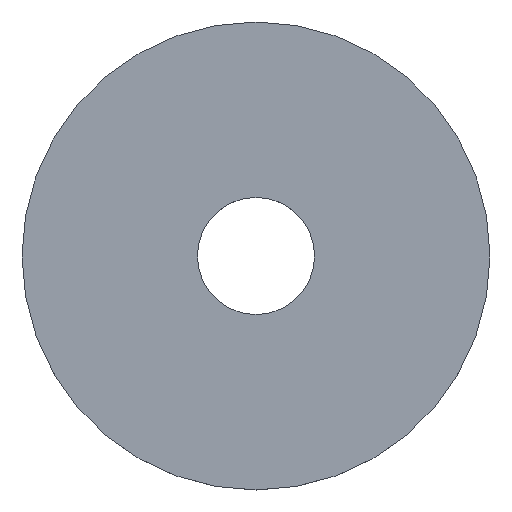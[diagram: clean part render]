
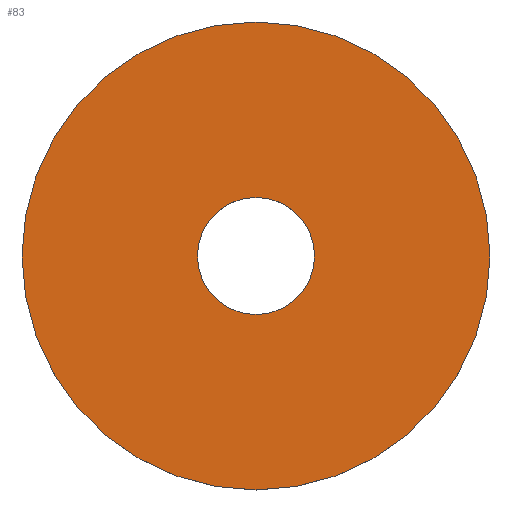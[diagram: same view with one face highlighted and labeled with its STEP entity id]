
A CAD part, top view. The second image highlights one B-rep face of the part: STEP entity #83.
In plain terms, the highlighted planar face has unit normal (0, 0, 1).
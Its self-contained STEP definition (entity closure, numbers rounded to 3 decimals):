
#3 = CIRCLE ( 'NONE', #101, 20. ) ;
#14 = DIRECTION ( 'NONE',  ( 0., -1., 0. ) ) ;
#15 = FACE_OUTER_BOUND ( 'NONE', #155, .T. ) ;
#18 = EDGE_CURVE ( 'NONE', #52, #52, #49, .T. ) ;
#27 = CARTESIAN_POINT ( 'NONE',  ( 0., 5., 1.7 ) ) ;
#31 = CARTESIAN_POINT ( 'NONE',  ( 0., 0., 1.7 ) ) ;
#33 = CARTESIAN_POINT ( 'NONE',  ( 0., 20., 1.7 ) ) ;
#34 = DIRECTION ( 'NONE',  ( 0., 1., 0. ) ) ;
#49 = CIRCLE ( 'NONE', #109, 5. ) ;
#52 = VERTEX_POINT ( 'NONE', #87 ) ;
#61 = EDGE_LOOP ( 'NONE', ( #168 ) ) ;
#66 = AXIS2_PLACEMENT_3D ( 'NONE', #27, #85, #14 ) ;
#73 = DIRECTION ( 'NONE',  ( 0., 0., -1. ) ) ;
#83 = ADVANCED_FACE ( 'NONE', ( #94, #15 ), #140, .T. ) ;
#85 = DIRECTION ( 'NONE',  ( 0., 0., 1. ) ) ;
#87 = CARTESIAN_POINT ( 'NONE',  ( 0., 5., 1.7 ) ) ;
#94 = FACE_BOUND ( 'NONE', #61, .T. ) ;
#95 = CARTESIAN_POINT ( 'NONE',  ( 0., 0., 1.7 ) ) ;
#101 = AXIS2_PLACEMENT_3D ( 'NONE', #31, #108, #34 ) ;
#108 = DIRECTION ( 'NONE',  ( 0., 0., -1. ) ) ;
#109 = AXIS2_PLACEMENT_3D ( 'NONE', #95, #73, #139 ) ;
#132 = EDGE_CURVE ( 'NONE', #145, #145, #3, .T. ) ;
#139 = DIRECTION ( 'NONE',  ( 0., 1., 0. ) ) ;
#140 = PLANE ( 'NONE',  #66 ) ;
#145 = VERTEX_POINT ( 'NONE', #33 ) ;
#154 = ORIENTED_EDGE ( 'NONE', *, *, #132, .F. ) ;
#155 = EDGE_LOOP ( 'NONE', ( #154 ) ) ;
#168 = ORIENTED_EDGE ( 'NONE', *, *, #18, .T. ) ;
